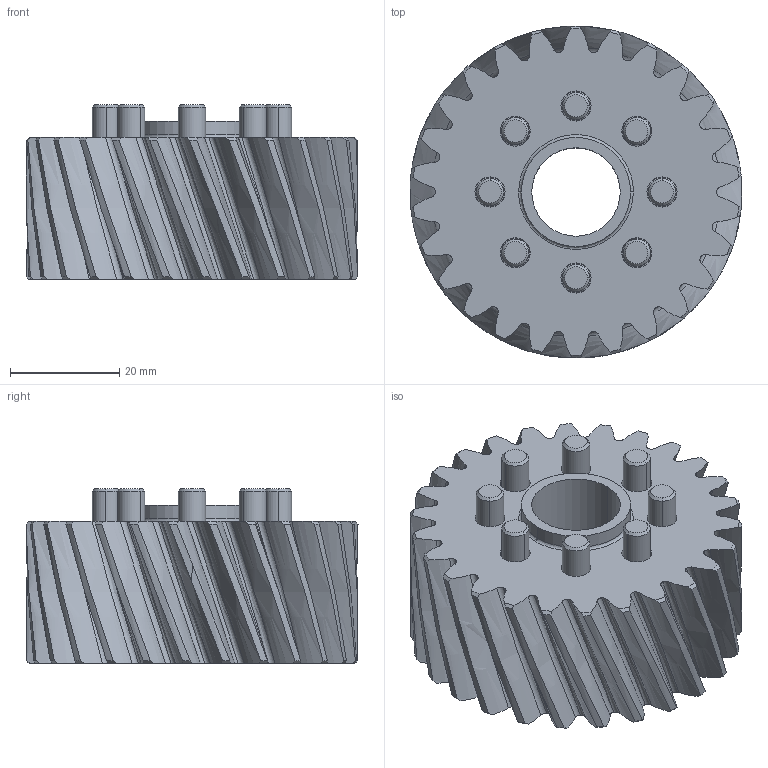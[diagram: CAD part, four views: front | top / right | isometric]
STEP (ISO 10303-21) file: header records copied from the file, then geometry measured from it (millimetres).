
FILE_DESCRIPTION (( 'STEP AP203' ), '1' );
FILE_NAME ('84010007.step', '2020-10-12T14:00:47', ( '' ), ( '' ), 'SwSTEP 2.0', 'SolidWorks 2019', '' );
FILE_SCHEMA (( 'CONFIG_CONTROL_DESIGN' ));
Products named in the file (1): 84010007
Bounding box: 60.8 x 60.8 x 32 mm (x, y, z)
Volume: 55711.1 mm3; surface area: 24175.7 mm2
Topology: 9 solids, 9 shells, 449 faces, 1128 edges, 706 vertices
Faces by surface type: plane 131, bspline 106, cone 101, cylinder 95, torus 16
Entity records: 38545 total; most frequent: CARTESIAN_POINT 29037, ORIENTED_EDGE 2224, DIRECTION 1708, EDGE_CURVE 1112, VERTEX_POINT 706, AXIS2_PLACEMENT_3D 699, EDGE_LOOP 492, FACE_OUTER_BOUND 449
